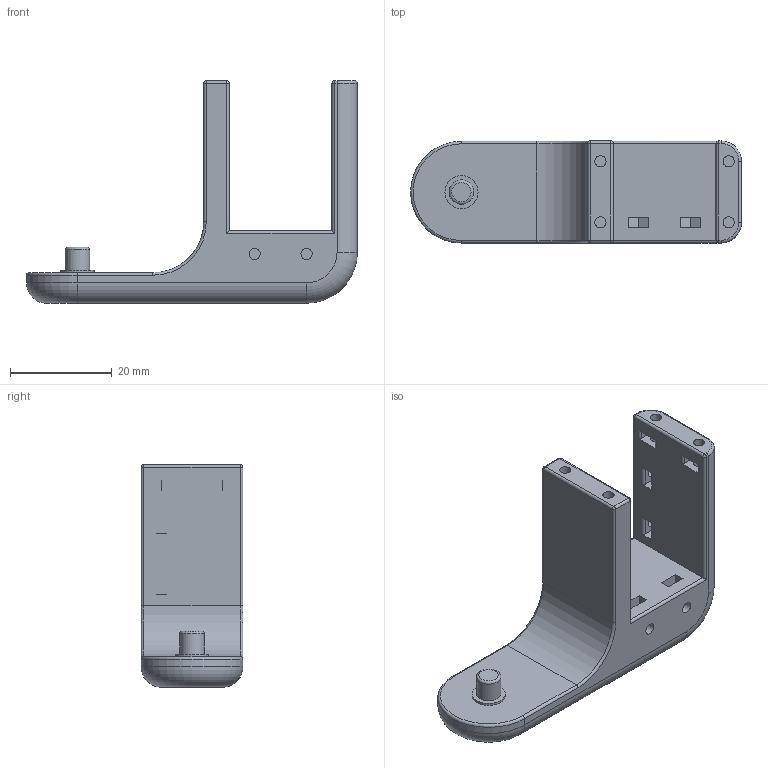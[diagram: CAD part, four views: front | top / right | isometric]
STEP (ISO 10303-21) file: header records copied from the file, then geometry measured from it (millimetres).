
FILE_DESCRIPTION(/* description */ ('','CAx-IF Rec.Pracs.---Representation and Presentation of Product Manufacturing Information (PMI)---4.0---2014-10-13'),/* implementation_level */ '2;1');
FILE_NAME(/* name */ 'Coxa Bottom.step',/* time_stamp */ '2025-01-28T17:34:28+01:00',/* author */ (''),/* organization */ (''),/* preprocessor_version */ 'ST-DEVELOPER v20',/* originating_system */ 'Autodesk Translation Framework v13.20.0.188',/* authorisation */ '');
FILE_SCHEMA (('AP242_MANAGED_MODEL_BASED_3D_ENGINEERING_MIM_LF { 1 0 10303 442 1 1 4 }'));
Length unit declared in the file: millimetre
Products named in the file (1): Coxa Bottom
Bounding box: 65 x 20 x 43.7 mm (x, y, z)
Volume: 17173.5 mm3; surface area: 7480.3 mm2
Topology: 1 solids, 1 shells, 161 faces, 373 edges, 236 vertices
Faces by surface type: plane 83, cylinder 63, torus 9, sphere 6
Full cylindrical faces by diameter (mm): 2.2 x20, 4.8 x1, 6.5 x1
Entity records: 4678 total; most frequent: CARTESIAN_POINT 837, DIRECTION 826, ORIENTED_EDGE 746, EDGE_CURVE 373, AXIS2_PLACEMENT_3D 293, LINE 240, VECTOR 240, VERTEX_POINT 236
